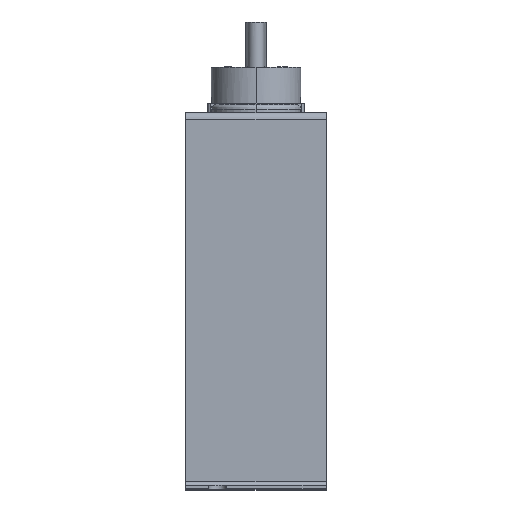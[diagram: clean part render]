
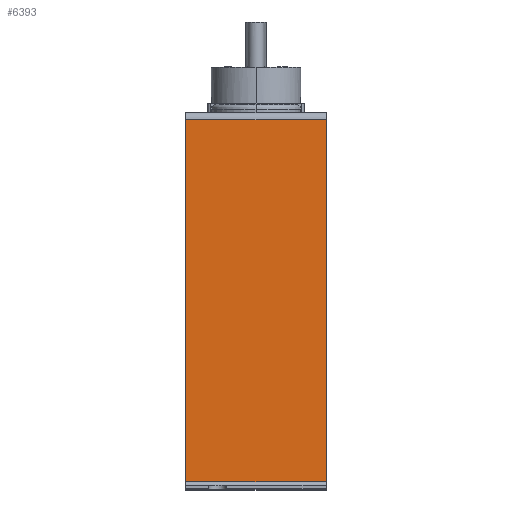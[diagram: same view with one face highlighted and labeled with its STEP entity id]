
A CAD part, top view. The second image highlights one B-rep face of the part: STEP entity #6393.
In plain terms, the highlighted planar face has unit normal (0, 0, 1).
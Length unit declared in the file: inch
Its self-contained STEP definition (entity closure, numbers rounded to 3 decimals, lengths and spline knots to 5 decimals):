
#800 = DIRECTION ( 'NONE',  ( 0., 1., 0. ) ) ;
#1640 = CARTESIAN_POINT ( 'NONE',  ( -0.20043, 0.41339, 2.95276 ) ) ;
#2097 = LINE ( 'NONE', #20914, #15351 ) ;
#3688 = ORIENTED_EDGE ( 'NONE', *, *, #8581, .T. ) ;
#3885 = LINE ( 'NONE', #17191, #10646 ) ;
#5428 = CARTESIAN_POINT ( 'NONE',  ( -1.93272, 0.41339, 2.95276 ) ) ;
#5577 = DIRECTION ( 'NONE',  ( 1., 0., 0. ) ) ;
#5622 = ORIENTED_EDGE ( 'NONE', *, *, #14907, .T. ) ;
#6157 = DIRECTION ( 'NONE',  ( 0., -1., 0. ) ) ;
#6393 = ADVANCED_FACE ( 'NONE', ( #12929 ), #21583, .T. ) ;
#7699 = EDGE_LOOP ( 'NONE', ( #16165, #5622, #3688, #9908 ) ) ;
#7947 = CARTESIAN_POINT ( 'NONE',  ( -1.93272, -4.05511, 2.95276 ) ) ;
#7956 = DIRECTION ( 'NONE',  ( 0., 0., 1. ) ) ;
#8430 = CARTESIAN_POINT ( 'NONE',  ( -1.93272, -4.05511, 2.95276 ) ) ;
#8581 = EDGE_CURVE ( 'NONE', #20807, #19812, #12665, .T. ) ;
#9642 = DIRECTION ( 'NONE',  ( 1., 0., 0. ) ) ;
#9762 = LINE ( 'NONE', #7947, #15322 ) ;
#9908 = ORIENTED_EDGE ( 'NONE', *, *, #13931, .F. ) ;
#10646 = VECTOR ( 'NONE', #5577, 39.37008 ) ;
#12665 = LINE ( 'NONE', #17952, #16373 ) ;
#12929 = FACE_OUTER_BOUND ( 'NONE', #7699, .T. ) ;
#12988 = EDGE_CURVE ( 'NONE', #21881, #16682, #2097, .T. ) ;
#13331 = AXIS2_PLACEMENT_3D ( 'NONE', #18438, #7956, #6157 ) ;
#13931 = EDGE_CURVE ( 'NONE', #21881, #19812, #3885, .T. ) ;
#14907 = EDGE_CURVE ( 'NONE', #16682, #20807, #9762, .T. ) ;
#15322 = VECTOR ( 'NONE', #9642, 39.37008 ) ;
#15351 = VECTOR ( 'NONE', #19004, 39.37008 ) ;
#16165 = ORIENTED_EDGE ( 'NONE', *, *, #12988, .T. ) ;
#16373 = VECTOR ( 'NONE', #800, 39.37008 ) ;
#16682 = VERTEX_POINT ( 'NONE', #8430 ) ;
#17191 = CARTESIAN_POINT ( 'NONE',  ( -1.93272, 0.41339, 2.95276 ) ) ;
#17393 = CARTESIAN_POINT ( 'NONE',  ( -0.20043, -4.05511, 2.95276 ) ) ;
#17952 = CARTESIAN_POINT ( 'NONE',  ( -0.20043, 0.50394, 2.95276 ) ) ;
#18438 = CARTESIAN_POINT ( 'NONE',  ( -1.93272, 0.50394, 2.95276 ) ) ;
#19004 = DIRECTION ( 'NONE',  ( 0., -1., 0. ) ) ;
#19812 = VERTEX_POINT ( 'NONE', #1640 ) ;
#20807 = VERTEX_POINT ( 'NONE', #17393 ) ;
#20914 = CARTESIAN_POINT ( 'NONE',  ( -1.93272, 0.50394, 2.95276 ) ) ;
#21583 = PLANE ( 'NONE',  #13331 ) ;
#21881 = VERTEX_POINT ( 'NONE', #5428 ) ;
